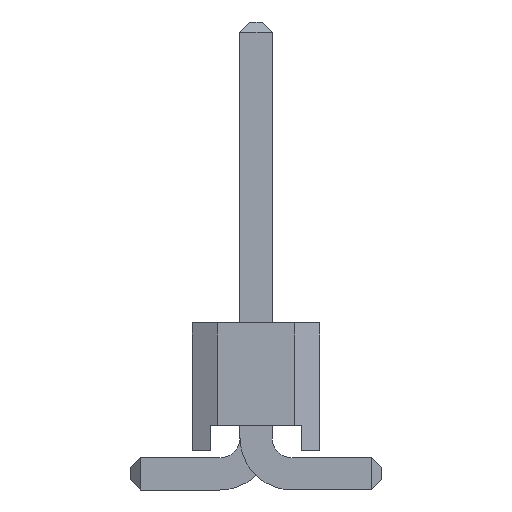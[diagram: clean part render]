
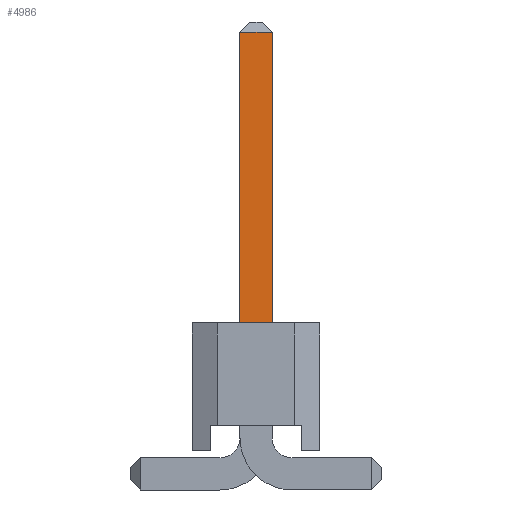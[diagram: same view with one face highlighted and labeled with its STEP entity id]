
A CAD part, front view. The second image highlights one B-rep face of the part: STEP entity #4986.
In plain terms, the highlighted face is planar.
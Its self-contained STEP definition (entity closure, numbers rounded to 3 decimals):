
#1048=ORIENTED_EDGE('',*,*,#1553,.T.);
#1049=ORIENTED_EDGE('',*,*,#1447,.F.);
#1050=ORIENTED_EDGE('',*,*,#1550,.T.);
#1051=ORIENTED_EDGE('',*,*,#1545,.T.);
#1447=EDGE_CURVE('',#1811,#1812,#2237,.T.);
#1545=EDGE_CURVE('',#1868,#1866,#2335,.T.);
#1550=EDGE_CURVE('',#1811,#1868,#2340,.T.);
#1553=EDGE_CURVE('',#1866,#1812,#2343,.T.);
#1811=VERTEX_POINT('',#6925);
#1812=VERTEX_POINT('',#6927);
#1866=VERTEX_POINT('',#7123);
#1868=VERTEX_POINT('',#7129);
#2237=LINE('',#6926,#2711);
#2335=LINE('',#7128,#2809);
#2340=LINE('',#7138,#2814);
#2343=LINE('',#7143,#2817);
#2711=VECTOR('',#5917,1000.);
#2809=VECTOR('',#6111,1000.);
#2814=VECTOR('',#6122,1000.);
#2817=VECTOR('',#6129,1000.);
#3024=EDGE_LOOP('',(#1048,#1049,#1050,#1051));
#3232=FACE_BOUND('',#3024,.T.);
#3416=PLANE('',#5213);
#4986=ADVANCED_FACE('',(#3232),#3416,.F.);
#5213=AXIS2_PLACEMENT_3D('',#7142,#6127,#6128);
#5917=DIRECTION('',(0.,1.,0.));
#6111=DIRECTION('',(0.,1.,0.));
#6122=DIRECTION('',(0.,0.,1.));
#6127=DIRECTION('',(1.,0.,0.));
#6128=DIRECTION('',(0.,0.,1.));
#6129=DIRECTION('',(0.,0.,-1.));
#6925=CARTESIAN_POINT('',(-6.67,-0.32,1.27));
#6926=CARTESIAN_POINT('',(-6.67,-0.32,1.27));
#6927=CARTESIAN_POINT('',(-6.67,0.32,1.27));
#7123=CARTESIAN_POINT('',(-6.67,0.32,7.07));
#7128=CARTESIAN_POINT('',(-6.67,-0.72,7.07));
#7129=CARTESIAN_POINT('',(-6.67,-0.32,7.07));
#7138=CARTESIAN_POINT('',(-6.67,-0.32,-1.02));
#7142=CARTESIAN_POINT('',(-6.67,-0.72,-1.02));
#7143=CARTESIAN_POINT('',(-6.67,0.32,-1.02));
